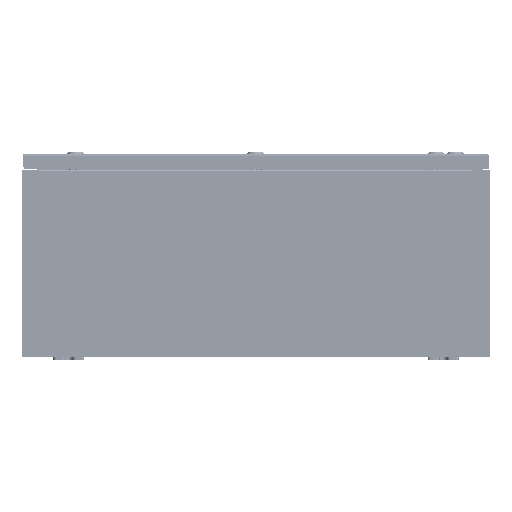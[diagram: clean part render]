
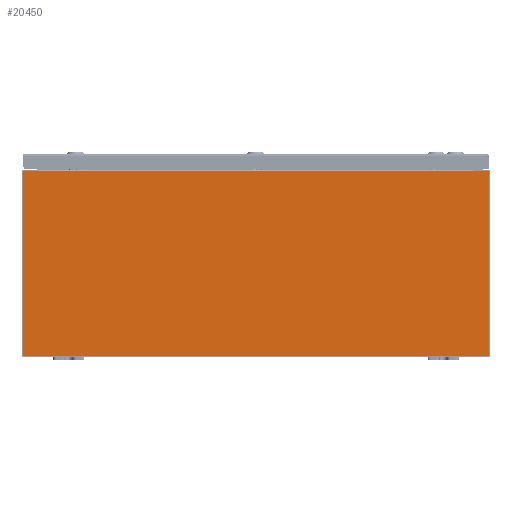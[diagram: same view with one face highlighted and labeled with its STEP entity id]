
A CAD part, front view. The second image highlights one B-rep face of the part: STEP entity #20450.
In plain terms, the highlighted face is planar.
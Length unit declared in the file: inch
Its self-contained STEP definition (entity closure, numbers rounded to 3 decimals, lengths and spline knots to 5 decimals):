
#401 = DIRECTION ( 'NONE',  ( 0., 0., -1. ) ) ;
#456 = CARTESIAN_POINT ( 'NONE',  ( 13.8872, 0., 5.87495 ) ) ;
#666 = VERTEX_POINT ( 'NONE', #21881 ) ;
#1589 = VERTEX_POINT ( 'NONE', #22737 ) ;
#2107 = LINE ( 'NONE', #18369, #27471 ) ;
#2523 = VERTEX_POINT ( 'NONE', #7835 ) ;
#2697 = ORIENTED_EDGE ( 'NONE', *, *, #19930, .F. ) ;
#2886 = VECTOR ( 'NONE', #40780, 39.37008 ) ;
#3057 = DIRECTION ( 'NONE',  ( 0., 0., -1. ) ) ;
#3501 = DIRECTION ( 'NONE',  ( 0., 0., -1. ) ) ;
#3562 = CARTESIAN_POINT ( 'NONE',  ( 13.8872, 0., 0. ) ) ;
#3908 = LINE ( 'NONE', #43297, #56222 ) ;
#5309 = CARTESIAN_POINT ( 'NONE',  ( -13.8872, 0., 0. ) ) ;
#7106 = DIRECTION ( 'NONE',  ( 1., 0., 0. ) ) ;
#7835 = CARTESIAN_POINT ( 'NONE',  ( -14.9253, 0., -5.9253 ) ) ;
#7981 = DIRECTION ( 'NONE',  ( 0., 0., 1. ) ) ;
#8667 = DIRECTION ( 'NONE',  ( 0., 0., 1. ) ) ;
#9385 = EDGE_CURVE ( 'NONE', #15583, #24909, #26702, .T. ) ;
#9478 = VERTEX_POINT ( 'NONE', #61605 ) ;
#9616 = VECTOR ( 'NONE', #8667, 39.37008 ) ;
#9831 = EDGE_CURVE ( 'NONE', #15583, #1589, #2107, .T. ) ;
#9844 = EDGE_CURVE ( 'NONE', #45057, #32008, #39346, .T. ) ;
#11852 = VERTEX_POINT ( 'NONE', #456 ) ;
#12687 = EDGE_CURVE ( 'NONE', #24909, #38196, #28875, .T. ) ;
#14768 = VECTOR ( 'NONE', #20599, 39.37008 ) ;
#15066 = LINE ( 'NONE', #61142, #57105 ) ;
#15439 = CIRCLE ( 'NONE', #57076, 0.01867 ) ;
#15491 = FACE_OUTER_BOUND ( 'NONE', #38902, .T. ) ;
#15583 = VERTEX_POINT ( 'NONE', #57918 ) ;
#16197 = EDGE_CURVE ( 'NONE', #64551, #9478, #49373, .T. ) ;
#16321 = LINE ( 'NONE', #45674, #2886 ) ;
#17763 = CARTESIAN_POINT ( 'NONE',  ( 13.92455, 0., 5.87495 ) ) ;
#18135 = PLANE ( 'NONE',  #63437 ) ;
#18361 = VECTOR ( 'NONE', #56521, 39.37008 ) ;
#18369 = CARTESIAN_POINT ( 'NONE',  ( -13.8872, 0., 5.9123 ) ) ;
#18911 = CARTESIAN_POINT ( 'NONE',  ( -14.9253, 0., 5.9253 ) ) ;
#19930 = EDGE_CURVE ( 'NONE', #666, #57730, #16321, .T. ) ;
#20450 = ADVANCED_FACE ( 'NONE', ( #15491 ), #18135, .F. ) ;
#20599 = DIRECTION ( 'NONE',  ( 0., 0., -1. ) ) ;
#21881 = CARTESIAN_POINT ( 'NONE',  ( 13.92455, 0., 5.9253 ) ) ;
#22737 = CARTESIAN_POINT ( 'NONE',  ( 13.8872, 0., 5.9123 ) ) ;
#24909 = VERTEX_POINT ( 'NONE', #25576 ) ;
#25576 = CARTESIAN_POINT ( 'NONE',  ( -13.8872, 0., 5.87495 ) ) ;
#25869 = VECTOR ( 'NONE', #3501, 39.37008 ) ;
#26350 = DIRECTION ( 'NONE',  ( 0., 1., 0. ) ) ;
#26702 = LINE ( 'NONE', #5309, #14768 ) ;
#26929 = EDGE_CURVE ( 'NONE', #32008, #2523, #15066, .T. ) ;
#27471 = VECTOR ( 'NONE', #38514, 39.37008 ) ;
#27720 = ORIENTED_EDGE ( 'NONE', *, *, #43906, .F. ) ;
#28751 = CARTESIAN_POINT ( 'NONE',  ( 14.9253, 0., 5.9253 ) ) ;
#28875 = CIRCLE ( 'NONE', #50071, 0.01867 ) ;
#30750 = DIRECTION ( 'NONE',  ( 0., 1., 0. ) ) ;
#30788 = CARTESIAN_POINT ( 'NONE',  ( -13.92455, 0., 5.87495 ) ) ;
#30819 = EDGE_CURVE ( 'NONE', #38196, #9478, #34576, .T. ) ;
#32008 = VERTEX_POINT ( 'NONE', #41535 ) ;
#33407 = DIRECTION ( 'NONE',  ( 0., -1., 0. ) ) ;
#34576 = LINE ( 'NONE', #38320, #49680 ) ;
#36322 = ORIENTED_EDGE ( 'NONE', *, *, #9385, .F. ) ;
#37579 = ORIENTED_EDGE ( 'NONE', *, *, #12687, .F. ) ;
#38196 = VERTEX_POINT ( 'NONE', #30788 ) ;
#38320 = CARTESIAN_POINT ( 'NONE',  ( -13.92455, 0., 0. ) ) ;
#38514 = DIRECTION ( 'NONE',  ( 1., 0., 0. ) ) ;
#38902 = EDGE_LOOP ( 'NONE', ( #53637, #37579, #36322, #60962, #27720, #59465, #2697, #46911, #59882, #49102, #52397, #52425 ) ) ;
#39346 = LINE ( 'NONE', #28751, #25869 ) ;
#40780 = DIRECTION ( 'NONE',  ( 0., 0., -1. ) ) ;
#41535 = CARTESIAN_POINT ( 'NONE',  ( 14.9253, 0., -5.9253 ) ) ;
#42065 = DIRECTION ( 'NONE',  ( -1., 0., 0. ) ) ;
#42552 = CARTESIAN_POINT ( 'NONE',  ( -14.9253, 0., 5.9253 ) ) ;
#43297 = CARTESIAN_POINT ( 'NONE',  ( -14.9253, 0., 5.9253 ) ) ;
#43906 = EDGE_CURVE ( 'NONE', #11852, #1589, #50059, .T. ) ;
#45057 = VERTEX_POINT ( 'NONE', #53668 ) ;
#45674 = CARTESIAN_POINT ( 'NONE',  ( 13.92455, 0., 0. ) ) ;
#46871 = LINE ( 'NONE', #61649, #18361 ) ;
#46911 = ORIENTED_EDGE ( 'NONE', *, *, #58096, .T. ) ;
#48423 = DIRECTION ( 'NONE',  ( 0., 0., 1. ) ) ;
#48508 = CARTESIAN_POINT ( 'NONE',  ( 0., 0., 0. ) ) ;
#49102 = ORIENTED_EDGE ( 'NONE', *, *, #26929, .T. ) ;
#49373 = LINE ( 'NONE', #42552, #54141 ) ;
#49680 = VECTOR ( 'NONE', #7981, 39.37008 ) ;
#50059 = LINE ( 'NONE', #3562, #9616 ) ;
#50071 = AXIS2_PLACEMENT_3D ( 'NONE', #56700, #26350, #61827 ) ;
#51692 = EDGE_CURVE ( 'NONE', #57730, #11852, #15439, .T. ) ;
#52397 = ORIENTED_EDGE ( 'NONE', *, *, #60654, .T. ) ;
#52425 = ORIENTED_EDGE ( 'NONE', *, *, #16197, .T. ) ;
#53637 = ORIENTED_EDGE ( 'NONE', *, *, #30819, .F. ) ;
#53668 = CARTESIAN_POINT ( 'NONE',  ( 14.9253, 0., 5.9253 ) ) ;
#54141 = VECTOR ( 'NONE', #7106, 39.37008 ) ;
#56222 = VECTOR ( 'NONE', #48423, 39.37008 ) ;
#56521 = DIRECTION ( 'NONE',  ( 1., 0., 0. ) ) ;
#56700 = CARTESIAN_POINT ( 'NONE',  ( -13.90588, 0., 5.87495 ) ) ;
#57076 = AXIS2_PLACEMENT_3D ( 'NONE', #61155, #30750, #401 ) ;
#57105 = VECTOR ( 'NONE', #42065, 39.37008 ) ;
#57730 = VERTEX_POINT ( 'NONE', #17763 ) ;
#57918 = CARTESIAN_POINT ( 'NONE',  ( -13.8872, 0., 5.9123 ) ) ;
#58096 = EDGE_CURVE ( 'NONE', #666, #45057, #46871, .T. ) ;
#59465 = ORIENTED_EDGE ( 'NONE', *, *, #51692, .F. ) ;
#59882 = ORIENTED_EDGE ( 'NONE', *, *, #9844, .T. ) ;
#60654 = EDGE_CURVE ( 'NONE', #2523, #64551, #3908, .T. ) ;
#60962 = ORIENTED_EDGE ( 'NONE', *, *, #9831, .T. ) ;
#61142 = CARTESIAN_POINT ( 'NONE',  ( -14.9253, 0., -5.9253 ) ) ;
#61155 = CARTESIAN_POINT ( 'NONE',  ( 13.90588, 0., 5.87495 ) ) ;
#61605 = CARTESIAN_POINT ( 'NONE',  ( -13.92455, 0., 5.9253 ) ) ;
#61649 = CARTESIAN_POINT ( 'NONE',  ( -14.9253, 0., 5.9253 ) ) ;
#61827 = DIRECTION ( 'NONE',  ( 0., 0., -1. ) ) ;
#63437 = AXIS2_PLACEMENT_3D ( 'NONE', #48508, #33407, #3057 ) ;
#64551 = VERTEX_POINT ( 'NONE', #18911 ) ;
